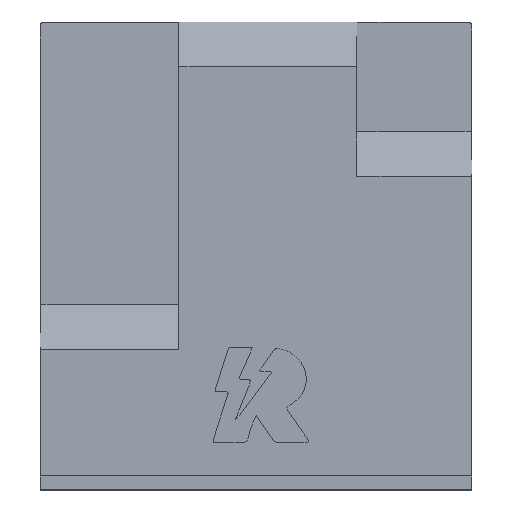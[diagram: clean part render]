
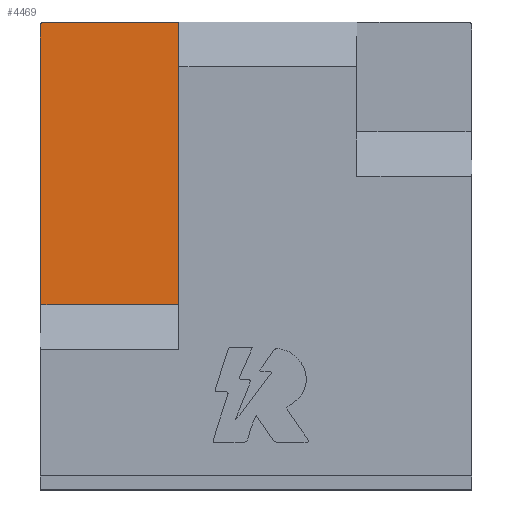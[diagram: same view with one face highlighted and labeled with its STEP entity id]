
A CAD part, top view. The second image highlights one B-rep face of the part: STEP entity #4469.
In plain terms, the highlighted planar face has unit normal (0, 0, 1).
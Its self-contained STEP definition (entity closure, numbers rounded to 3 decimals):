
#39=CIRCLE('',#4707,0.75);
#211=FACE_OUTER_BOUND('',#433,.T.);
#433=EDGE_LOOP('',(#3484,#3485,#3486,#3487,#3488,#3489,#3490));
#919=LINE('',#6765,#1531);
#920=LINE('',#6767,#1532);
#921=LINE('',#6769,#1533);
#922=LINE('',#6771,#1534);
#923=LINE('',#6773,#1535);
#924=LINE('',#6774,#1536);
#1531=VECTOR('',#5502,10.);
#1532=VECTOR('',#5503,10.);
#1533=VECTOR('',#5504,10.);
#1534=VECTOR('',#5505,10.);
#1535=VECTOR('',#5506,10.);
#1536=VECTOR('',#5507,10.);
#2029=VERTEX_POINT('',#6758);
#2030=VERTEX_POINT('',#6759);
#2031=VERTEX_POINT('',#6764);
#2032=VERTEX_POINT('',#6766);
#2033=VERTEX_POINT('',#6768);
#2034=VERTEX_POINT('',#6770);
#2035=VERTEX_POINT('',#6772);
#2582=EDGE_CURVE('',#2029,#2030,#39,.T.);
#2585=EDGE_CURVE('',#2031,#2029,#919,.T.);
#2586=EDGE_CURVE('',#2031,#2032,#920,.T.);
#2587=EDGE_CURVE('',#2032,#2033,#921,.T.);
#2588=EDGE_CURVE('',#2034,#2033,#922,.T.);
#2589=EDGE_CURVE('',#2035,#2034,#923,.T.);
#2590=EDGE_CURVE('',#2030,#2035,#924,.T.);
#3484=ORIENTED_EDGE('',*,*,#2582,.F.);
#3485=ORIENTED_EDGE('',*,*,#2585,.F.);
#3486=ORIENTED_EDGE('',*,*,#2586,.T.);
#3487=ORIENTED_EDGE('',*,*,#2587,.T.);
#3488=ORIENTED_EDGE('',*,*,#2588,.F.);
#3489=ORIENTED_EDGE('',*,*,#2589,.F.);
#3490=ORIENTED_EDGE('',*,*,#2590,.F.);
#4260=PLANE('',#4708);
#4469=ADVANCED_FACE('',(#211),#4260,.T.);
#4707=AXIS2_PLACEMENT_3D('',#6760,#5496,#5497);
#4708=AXIS2_PLACEMENT_3D('',#6763,#5500,#5501);
#5496=DIRECTION('center_axis',(0.,0.,-1.));
#5497=DIRECTION('ref_axis',(-0.707,0.707,0.));
#5500=DIRECTION('center_axis',(0.,0.,1.));
#5501=DIRECTION('ref_axis',(-1.,0.,0.));
#5502=DIRECTION('',(0.,1.,0.));
#5503=DIRECTION('',(1.,0.,0.));
#5504=DIRECTION('',(1.,0.,0.));
#5505=DIRECTION('',(0.,-1.,0.));
#5506=DIRECTION('',(0.,-1.,0.));
#5507=DIRECTION('',(1.,0.,0.));
#6758=CARTESIAN_POINT('',(-54.45,51.562,6.56));
#6759=CARTESIAN_POINT('',(-53.7,52.312,6.56));
#6760=CARTESIAN_POINT('Origin',(-53.7,51.562,6.56));
#6763=CARTESIAN_POINT('Origin',(-36.95,11.,6.56));
#6764=CARTESIAN_POINT('',(-54.45,-19.034,6.56));
#6765=CARTESIAN_POINT('',(-54.45,31.656,6.56));
#6766=CARTESIAN_POINT('',(-52.45,-19.034,6.56));
#6767=CARTESIAN_POINT('',(-45.7,-19.034,6.56));
#6768=CARTESIAN_POINT('',(-19.45,-19.034,6.56));
#6769=CARTESIAN_POINT('',(-54.45,-19.034,6.56));
#6770=CARTESIAN_POINT('',(-19.45,46.36,6.56));
#6771=CARTESIAN_POINT('',(-19.45,-5.517,6.56));
#6772=CARTESIAN_POINT('',(-19.45,52.312,6.56));
#6773=CARTESIAN_POINT('',(-19.45,46.36,6.56));
#6774=CARTESIAN_POINT('',(8.75,52.312,6.56));
